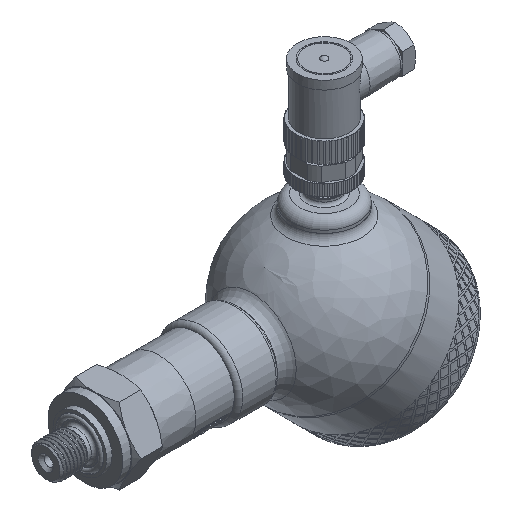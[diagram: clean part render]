
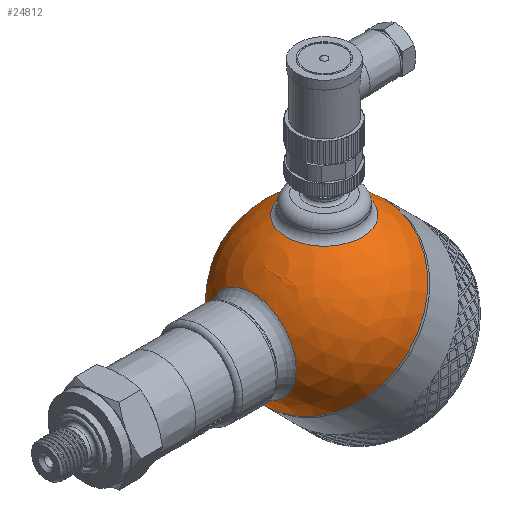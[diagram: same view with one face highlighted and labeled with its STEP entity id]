
A CAD part, isometric view. The second image highlights one B-rep face of the part: STEP entity #24812.
In plain terms, the highlighted spherical face has radius 30 mm.
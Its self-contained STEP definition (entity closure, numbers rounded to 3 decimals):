
#36=SPHERICAL_SURFACE('',#26355,30.);
#986=FACE_BOUND('',#3363,.T.);
#987=FACE_BOUND('',#3364,.T.);
#1740=FACE_OUTER_BOUND('',#3362,.T.);
#3362=EDGE_LOOP('',(#17787,#17788,#17789,#17790));
#3363=EDGE_LOOP('',(#17791));
#3364=EDGE_LOOP('',(#17792));
#4868=CIRCLE('',#26278,30.);
#4869=CIRCLE('',#26279,30.);
#4896=CIRCLE('',#26351,13.5);
#4899=CIRCLE('',#26356,30.);
#4900=CIRCLE('',#26357,15.643);
#9497=VERTEX_POINT('',#34161);
#9498=VERTEX_POINT('',#34163);
#9973=VERTEX_POINT('',#40225);
#9975=VERTEX_POINT('',#40232);
#9976=VERTEX_POINT('',#40234);
#12184=EDGE_CURVE('',#9497,#9498,#4868,.T.);
#12185=EDGE_CURVE('',#9498,#9497,#4869,.T.);
#12900=EDGE_CURVE('',#9973,#9973,#4896,.T.);
#12903=EDGE_CURVE('',#9498,#9975,#4899,.T.);
#12904=EDGE_CURVE('',#9976,#9976,#4900,.T.);
#17787=ORIENTED_EDGE('',*,*,#12185,.F.);
#17788=ORIENTED_EDGE('',*,*,#12903,.T.);
#17789=ORIENTED_EDGE('',*,*,#12903,.F.);
#17790=ORIENTED_EDGE('',*,*,#12184,.F.);
#17791=ORIENTED_EDGE('',*,*,#12904,.F.);
#17792=ORIENTED_EDGE('',*,*,#12900,.F.);
#24812=ADVANCED_FACE('',(#1740,#986,#987),#36,.T.);
#26278=AXIS2_PLACEMENT_3D('',#34164,#27987,#27988);
#26279=AXIS2_PLACEMENT_3D('',#34165,#27989,#27990);
#26351=AXIS2_PLACEMENT_3D('',#40226,#28385,#28386);
#26355=AXIS2_PLACEMENT_3D('',#40231,#28393,#28394);
#26356=AXIS2_PLACEMENT_3D('',#40233,#28395,#28396);
#26357=AXIS2_PLACEMENT_3D('',#40235,#28397,#28398);
#27987=DIRECTION('center_axis',(1.,0.,0.));
#27988=DIRECTION('ref_axis',(0.,1.,0.));
#27989=DIRECTION('center_axis',(1.,0.,0.));
#27990=DIRECTION('ref_axis',(0.,1.,0.));
#28385=DIRECTION('center_axis',(-0.707,0.,-0.707));
#28386=DIRECTION('ref_axis',(-0.707,0.,0.707));
#28393=DIRECTION('center_axis',(1.,0.,0.));
#28394=DIRECTION('ref_axis',(0.,-1.,0.));
#28395=DIRECTION('center_axis',(0.,0.,1.));
#28396=DIRECTION('ref_axis',(0.,1.,0.));
#28397=DIRECTION('center_axis',(-0.707,0.,0.707));
#28398=DIRECTION('ref_axis',(0.707,0.,0.707));
#34161=CARTESIAN_POINT('',(0.,-30.,0.));
#34163=CARTESIAN_POINT('',(0.,30.,0.));
#34164=CARTESIAN_POINT('Origin',(0.,0.,0.));
#34165=CARTESIAN_POINT('Origin',(0.,0.,0.));
#40225=CARTESIAN_POINT('',(-9.398,0.,-28.49));
#40226=CARTESIAN_POINT('Origin',(-18.944,0.,-18.944));
#40231=CARTESIAN_POINT('Origin',(0.,0.,0.));
#40232=CARTESIAN_POINT('',(-30.,0.,0.));
#40233=CARTESIAN_POINT('Origin',(0.,0.,0.));
#40234=CARTESIAN_POINT('',(-29.162,0.,7.04));
#40235=CARTESIAN_POINT('Origin',(-18.101,0.,18.101));
